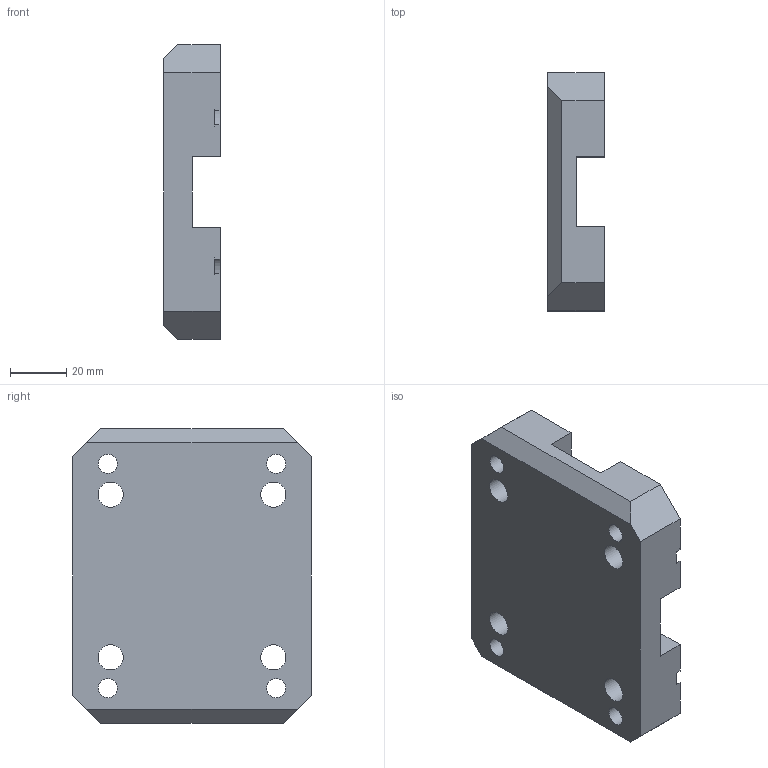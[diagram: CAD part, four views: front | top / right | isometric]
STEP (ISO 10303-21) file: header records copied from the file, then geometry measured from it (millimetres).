
FILE_DESCRIPTION(/* description */ (''),/* implementation_level */ '2;1');
FILE_NAME(/* name */ 'Mount Thrust Bearing to SC30 Linear Bearing.step',/* time_stamp */ '2021-11-09T16:50:06+01:00',/* author */ (''),/* organization */ (''),/* preprocessor_version */ 'ST-DEVELOPER v18.1',/* originating_system */ 'Autodesk Translation Framework v10.10.0.1391',/* authorisation */ '');
FILE_SCHEMA (('AUTOMOTIVE_DESIGN { 1 0 10303 214 3 1 1 }'));
Length unit declared in the file: millimetre
Products named in the file (1): Mount Thrust Bearing to SC30 Linear Bearing
Bounding box: 20 x 85 x 105 mm (x, y, z)
Volume: 119410.4 mm3; surface area: 29766.2 mm2
Topology: 1 solids, 1 shells, 52 faces, 150 edges, 100 vertices
Faces by surface type: plane 32, cylinder 20
Full cylindrical faces by diameter (mm): 6.779 x4, 9 x4, 13.8 x4
Entity records: 1787 total; most frequent: DIRECTION 304, CARTESIAN_POINT 303, ORIENTED_EDGE 300, EDGE_CURVE 150, LINE 102, VECTOR 102, AXIS2_PLACEMENT_3D 101, VERTEX_POINT 100
